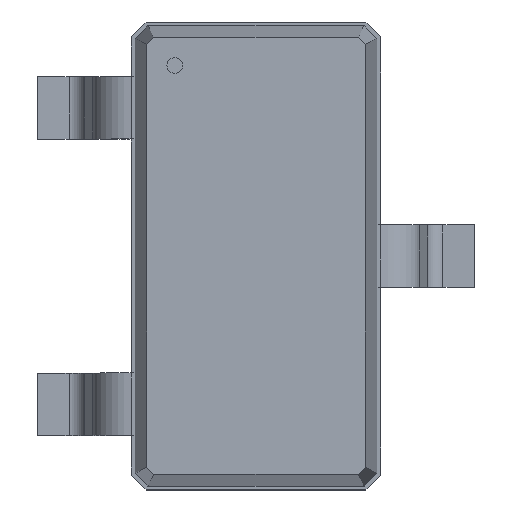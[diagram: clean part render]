
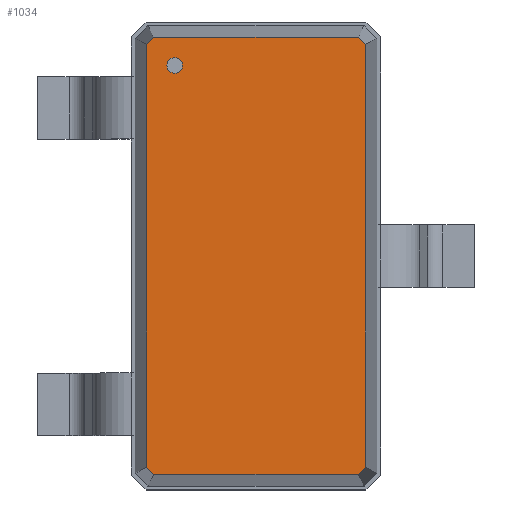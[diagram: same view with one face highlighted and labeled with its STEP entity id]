
A CAD part, top view. The second image highlights one B-rep face of the part: STEP entity #1034.
In plain terms, the highlighted planar face has unit normal (0, 0, 1).
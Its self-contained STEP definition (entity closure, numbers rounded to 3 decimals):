
#13=DIRECTION('',(0.,0.,1.));
#27=VECTOR('',#28,1.);
#28=DIRECTION('',(1.,0.,0.));
#51=VECTOR('',#52,1.);
#52=DIRECTION('',(0.707,-0.707,0.));
#58=VECTOR('',#59,1.);
#59=DIRECTION('',(0.,-1.,0.));
#65=VECTOR('',#66,1.);
#66=DIRECTION('',(-0.707,-0.707,0.));
#72=VECTOR('',#73,1.);
#73=DIRECTION('',(-1.,0.,0.));
#79=VECTOR('',#80,1.);
#80=DIRECTION('',(-0.707,0.707,0.));
#86=VECTOR('',#87,1.);
#87=DIRECTION('',(0.,1.,0.));
#91=VECTOR('',#92,1.);
#92=DIRECTION('',(0.707,0.707,0.));
#543=VERTEX_POINT('',#544);
#544=CARTESIAN_POINT('',(-0.701,1.356,1.3));
#546=ORIENTED_EDGE('',*,*,#547,.F.);
#547=EDGE_CURVE('',#548,#543,#550,.T.);
#548=VERTEX_POINT('',#549);
#549=CARTESIAN_POINT('',(-0.701,-1.356,1.3));
#550=LINE('',#549,#86);
#561=VERTEX_POINT('',#562);
#562=CARTESIAN_POINT('',(-0.656,1.401,1.3));
#564=ORIENTED_EDGE('',*,*,#565,.F.);
#565=EDGE_CURVE('',#543,#561,#566,.T.);
#566=LINE('',#544,#91);
#575=VERTEX_POINT('',#576);
#576=CARTESIAN_POINT('',(0.656,1.401,1.3));
#578=ORIENTED_EDGE('',*,*,#579,.F.);
#579=EDGE_CURVE('',#561,#575,#580,.T.);
#580=LINE('',#562,#27);
#589=VERTEX_POINT('',#590);
#590=CARTESIAN_POINT('',(0.701,1.356,1.3));
#592=ORIENTED_EDGE('',*,*,#593,.F.);
#593=EDGE_CURVE('',#575,#589,#594,.T.);
#594=LINE('',#576,#51);
#611=VERTEX_POINT('',#612);
#612=CARTESIAN_POINT('',(0.701,-1.356,1.3));
#614=ORIENTED_EDGE('',*,*,#615,.F.);
#615=EDGE_CURVE('',#589,#611,#616,.T.);
#616=LINE('',#590,#58);
#1034=ADVANCED_FACE('',(#1035,#1050),#1060,.T.);
#1035=FACE_BOUND('',#1036,.T.);
#1036=EDGE_LOOP('',(#578,#564,#546,#1037,#1042,#1047,#614,#592));
#1037=ORIENTED_EDGE('',*,*,#1038,.F.);
#1038=EDGE_CURVE('',#1039,#548,#1041,.T.);
#1039=VERTEX_POINT('',#1040);
#1040=CARTESIAN_POINT('',(-0.656,-1.401,1.3));
#1041=LINE('',#1040,#79);
#1042=ORIENTED_EDGE('',*,*,#1043,.F.);
#1043=EDGE_CURVE('',#1044,#1039,#1046,.T.);
#1044=VERTEX_POINT('',#1045);
#1045=CARTESIAN_POINT('',(0.656,-1.401,1.3));
#1046=LINE('',#1045,#72);
#1047=ORIENTED_EDGE('',*,*,#1048,.F.);
#1048=EDGE_CURVE('',#611,#1044,#1049,.T.);
#1049=LINE('',#612,#65);
#1050=FACE_BOUND('',#1051,.T.);
#1051=EDGE_LOOP('',(#1052));
#1052=ORIENTED_EDGE('',*,*,#1053,.T.);
#1053=EDGE_CURVE('',#1054,#1054,#1056,.T.);
#1054=VERTEX_POINT('',#1055);
#1055=CARTESIAN_POINT('',(-0.521,1.171,1.3));
#1056=CIRCLE('',#1057,0.05);
#1057=AXIS2_PLACEMENT_3D('',#1058,#1059,#59);
#1058=CARTESIAN_POINT('',(-0.521,1.221,1.3));
#1059=DIRECTION('',(0.,-0.,-1.));
#1060=PLANE('',#1061);
#1061=AXIS2_PLACEMENT_3D('',#562,#13,#1062);
#1062=DIRECTION('',(0.424,-0.906,0.));
